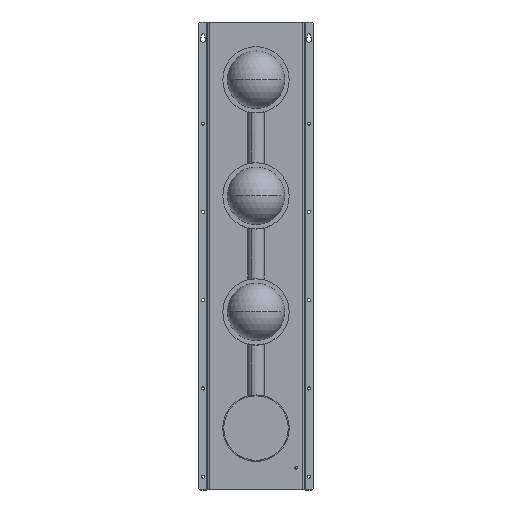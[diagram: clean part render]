
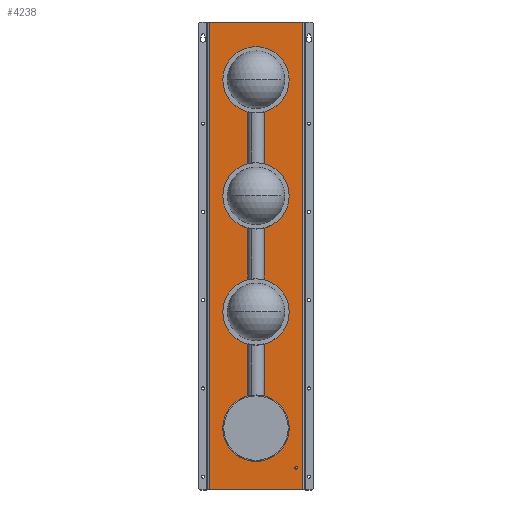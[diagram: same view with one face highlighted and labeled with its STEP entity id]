
A CAD part, top view. The second image highlights one B-rep face of the part: STEP entity #4238.
In plain terms, the highlighted planar face has unit normal (0, 0, 1).
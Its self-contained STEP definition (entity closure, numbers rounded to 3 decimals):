
#12 = EDGE_LOOP ( 'NONE', ( #3936, #2735 ) ) ;
#78 = FACE_BOUND ( 'NONE', #2957, .T. ) ;
#83 = LINE ( 'NONE', #1640, #4619 ) ;
#84 = ORIENTED_EDGE ( 'NONE', *, *, #854, .F. ) ;
#90 = DIRECTION ( 'NONE',  ( 0., 1., 0. ) ) ;
#112 = VERTEX_POINT ( 'NONE', #227 ) ;
#138 = ORIENTED_EDGE ( 'NONE', *, *, #2012, .F. ) ;
#139 = ORIENTED_EDGE ( 'NONE', *, *, #3698, .F. ) ;
#145 = DIRECTION ( 'NONE',  ( -1., 0., 0. ) ) ;
#163 = DIRECTION ( 'NONE',  ( -1., 0., 0. ) ) ;
#195 = DIRECTION ( 'NONE',  ( -1., 0., 0. ) ) ;
#227 = CARTESIAN_POINT ( 'NONE',  ( 0., 61., 38. ) ) ;
#237 = VERTEX_POINT ( 'NONE', #4800 ) ;
#263 = EDGE_CURVE ( 'Defeatured_0_49+Defeatured_0_26+Defeatured_0_26+Defeatured_0_26', #3754, #744, #1460, .T. ) ;
#291 = DIRECTION ( 'NONE',  ( 0., 0., 1. ) ) ;
#465 = FACE_BOUND ( 'NONE', #635, .T. ) ;
#481 = EDGE_CURVE ( 'Defeatured_0_56+Defeatured_0_26+Defeatured_0_26+Defeatured_0_26', #3695, #237, #1579, .T. ) ;
#523 = AXIS2_PLACEMENT_3D ( 'NONE', #3136, #4699, #1191 ) ;
#635 = EDGE_LOOP ( 'NONE', ( #138, #4402 ) ) ;
#638 = EDGE_CURVE ( 'Defeatured_0_26+Defeatured_0_14+Defeatured_0_30+Defeatured_0_29', #1526, #2759, #4604, .T. ) ;
#668 = ORIENTED_EDGE ( 'NONE', *, *, #2360, .T. ) ;
#708 = ORIENTED_EDGE ( 'NONE', *, *, #1198, .T. ) ;
#717 = CARTESIAN_POINT ( 'NONE',  ( 0., 136., 38. ) ) ;
#744 = VERTEX_POINT ( 'NONE', #1093 ) ;
#763 = DIRECTION ( 'NONE',  ( 0., -1., 0. ) ) ;
#854 = EDGE_CURVE ( 'Defeatured_0_56+Defeatured_0_26+Defeatured_0_26+Defeatured_0_26', #237, #3695, #2739, .T. ) ;
#865 = AXIS2_PLACEMENT_3D ( 'NONE', #2143, #3703, #195 ) ;
#953 = DIRECTION ( 'NONE',  ( 0., 0., 1. ) ) ;
#1036 = AXIS2_PLACEMENT_3D ( 'NONE', #717, #2280, #3834 ) ;
#1037 = VERTEX_POINT ( 'NONE', #4412 ) ;
#1065 = VERTEX_POINT ( 'NONE', #1311 ) ;
#1074 = EDGE_CURVE ( 'Defeatured_0_59+Defeatured_0_26+Defeatured_0_26+Defeatured_0_26', #3657, #3807, #1750, .T. ) ;
#1093 = CARTESIAN_POINT ( 'NONE',  ( 0., -465., 38. ) ) ;
#1096 = CARTESIAN_POINT ( 'NONE',  ( -110., 530., 38. ) ) ;
#1183 = AXIS2_PLACEMENT_3D ( 'NONE', #4867, #1364, #2930 ) ;
#1184 = CARTESIAN_POINT ( 'NONE',  ( 91., -480., 38. ) ) ;
#1191 = DIRECTION ( 'NONE',  ( -1., 0., 0. ) ) ;
#1198 = EDGE_CURVE ( 'Defeatured_0_26+Defeatured_0_30+Defeatured_0_4+Defeatured_0_14', #2206, #1526, #2035, .T. ) ;
#1209 = CARTESIAN_POINT ( 'NONE',  ( 0., -315., 38. ) ) ;
#1250 = DIRECTION ( 'NONE',  ( 0., 0., -1. ) ) ;
#1311 = CARTESIAN_POINT ( 'NONE',  ( 88.229, -481.149, 38. ) ) ;
#1364 = DIRECTION ( 'NONE',  ( 0., 0., 1. ) ) ;
#1375 = DIRECTION ( 'NONE',  ( 0., 0., 1. ) ) ;
#1460 = CIRCLE ( 'NONE', #3663, 75. ) ;
#1526 = VERTEX_POINT ( 'NONE', #3590 ) ;
#1534 = EDGE_CURVE ( 'Defeatured_0_26+Defeatured_0_4+Defeatured_0_29+Defeatured_0_30', #1845, #2206, #83, .T. ) ;
#1544 = CARTESIAN_POINT ( 'NONE',  ( 0., 474., 38. ) ) ;
#1569 = CARTESIAN_POINT ( 'NONE',  ( -106., 530., 38. ) ) ;
#1579 = CIRCLE ( 'NONE', #2247, 75. ) ;
#1635 = FACE_OUTER_BOUND ( 'NONE', #1981, .T. ) ;
#1639 = CARTESIAN_POINT ( 'NONE',  ( 0., 324., 38. ) ) ;
#1640 = CARTESIAN_POINT ( 'NONE',  ( -110., -530., 38. ) ) ;
#1690 = EDGE_LOOP ( 'NONE', ( #84, #1852 ) ) ;
#1722 = VERTEX_POINT ( 'NONE', #3171 ) ;
#1750 = CIRCLE ( 'NONE', #2404, 75. ) ;
#1845 = VERTEX_POINT ( 'NONE', #3689 ) ;
#1852 = ORIENTED_EDGE ( 'NONE', *, *, #481, .F. ) ;
#1853 = DIRECTION ( 'NONE',  ( -1., 0., 0. ) ) ;
#1862 = EDGE_CURVE ( 'Defeatured_0_49+Defeatured_0_26+Defeatured_0_26+Defeatured_0_26', #744, #3754, #3398, .T. ) ;
#1981 = EDGE_LOOP ( 'NONE', ( #3929, #708, #4058, #668 ) ) ;
#2001 = CIRCLE ( 'NONE', #4862, 75. ) ;
#2012 = EDGE_CURVE ( 'Defeatured_0_44+Defeatured_0_26+Defeatured_0_26+Defeatured_0_26', #1722, #112, #2001, .T. ) ;
#2024 = FACE_BOUND ( 'NONE', #12, .T. ) ;
#2035 = LINE ( 'NONE', #3596, #4773 ) ;
#2092 = CARTESIAN_POINT ( 'NONE',  ( 0., -390., 38. ) ) ;
#2112 = CARTESIAN_POINT ( 'NONE',  ( 0., 399., 38. ) ) ;
#2143 = CARTESIAN_POINT ( 'NONE',  ( 0., 399., 38. ) ) ;
#2157 = VECTOR ( 'NONE', #2668, 1000. ) ;
#2206 = VERTEX_POINT ( 'NONE', #2408 ) ;
#2247 = AXIS2_PLACEMENT_3D ( 'NONE', #4880, #1375, #2940 ) ;
#2280 = DIRECTION ( 'NONE',  ( 0., 0., 1. ) ) ;
#2312 = AXIS2_PLACEMENT_3D ( 'NONE', #4757, #1250, #2818 ) ;
#2360 = EDGE_CURVE ( 'Defeatured_0_26+Defeatured_0_29+Defeatured_0_14+Defeatured_0_4', #2759, #1845, #2715, .T. ) ;
#2404 = AXIS2_PLACEMENT_3D ( 'NONE', #2112, #3672, #163 ) ;
#2408 = CARTESIAN_POINT ( 'NONE',  ( 106., -530., 38. ) ) ;
#2467 = AXIS2_PLACEMENT_3D ( 'NONE', #4461, #953, #2516 ) ;
#2516 = DIRECTION ( 'NONE',  ( -1., 0., 0. ) ) ;
#2600 = AXIS2_PLACEMENT_3D ( 'NONE', #1184, #2755, #4308 ) ;
#2668 = DIRECTION ( 'NONE',  ( -1., 0., 0. ) ) ;
#2715 = LINE ( 'NONE', #4268, #4704 ) ;
#2735 = ORIENTED_EDGE ( 'NONE', *, *, #1862, .F. ) ;
#2739 = CIRCLE ( 'NONE', #523, 75. ) ;
#2755 = DIRECTION ( 'NONE',  ( 0., 0., 1. ) ) ;
#2759 = VERTEX_POINT ( 'NONE', #1569 ) ;
#2818 = DIRECTION ( 'NONE',  ( -1., 0., 0. ) ) ;
#2930 = DIRECTION ( 'NONE',  ( -1., 0., 0. ) ) ;
#2940 = DIRECTION ( 'NONE',  ( -1., 0., 0. ) ) ;
#2957 = EDGE_LOOP ( 'NONE', ( #4141, #5001 ) ) ;
#3076 = CIRCLE ( 'NONE', #865, 75. ) ;
#3111 = EDGE_CURVE ( 'Defeatured_0_59+Defeatured_0_26+Defeatured_0_26+Defeatured_0_26', #3807, #3657, #3076, .T. ) ;
#3136 = CARTESIAN_POINT ( 'NONE',  ( 0., -127., 38. ) ) ;
#3171 = CARTESIAN_POINT ( 'NONE',  ( 0., 211., 38. ) ) ;
#3197 = PLANE ( 'NONE',  #2312 ) ;
#3205 = DIRECTION ( 'NONE',  ( 1., 0., 0. ) ) ;
#3238 = CIRCLE ( 'NONE', #1036, 75. ) ;
#3253 = EDGE_CURVE ( 'Defeatured_0_44+Defeatured_0_26+Defeatured_0_26+Defeatured_0_26', #112, #1722, #3238, .T. ) ;
#3398 = CIRCLE ( 'NONE', #1183, 75. ) ;
#3488 = EDGE_LOOP ( 'NONE', ( #4560, #139 ) ) ;
#3585 = FACE_BOUND ( 'NONE', #1690, .T. ) ;
#3590 = CARTESIAN_POINT ( 'NONE',  ( 106., 530., 38. ) ) ;
#3596 = CARTESIAN_POINT ( 'NONE',  ( 106., 0., 38. ) ) ;
#3652 = DIRECTION ( 'NONE',  ( 0., 0., 1. ) ) ;
#3657 = VERTEX_POINT ( 'NONE', #1544 ) ;
#3663 = AXIS2_PLACEMENT_3D ( 'NONE', #2092, #3652, #145 ) ;
#3672 = DIRECTION ( 'NONE',  ( 0., 0., 1. ) ) ;
#3689 = CARTESIAN_POINT ( 'NONE',  ( -106., -530., 38. ) ) ;
#3695 = VERTEX_POINT ( 'NONE', #4691 ) ;
#3698 = EDGE_CURVE ( 'Defeatured_0_64+Defeatured_0_26+Defeatured_0_26+Defeatured_0_26', #1065, #1037, #4792, .T. ) ;
#3703 = DIRECTION ( 'NONE',  ( 0., 0., 1. ) ) ;
#3754 = VERTEX_POINT ( 'NONE', #1209 ) ;
#3793 = CARTESIAN_POINT ( 'NONE',  ( 0., 136., 38. ) ) ;
#3807 = VERTEX_POINT ( 'NONE', #1639 ) ;
#3834 = DIRECTION ( 'NONE',  ( -1., 0., 0. ) ) ;
#3913 = EDGE_CURVE ( 'Defeatured_0_64+Defeatured_0_26+Defeatured_0_26+Defeatured_0_26', #1037, #1065, #4676, .T. ) ;
#3929 = ORIENTED_EDGE ( 'NONE', *, *, #1534, .T. ) ;
#3936 = ORIENTED_EDGE ( 'NONE', *, *, #263, .F. ) ;
#3964 = FACE_BOUND ( 'NONE', #3488, .T. ) ;
#4058 = ORIENTED_EDGE ( 'NONE', *, *, #638, .T. ) ;
#4141 = ORIENTED_EDGE ( 'NONE', *, *, #1074, .F. ) ;
#4238 = ADVANCED_FACE ( 'Defeatured_0_26', ( #3964, #465, #2024, #3585, #78, #1635 ), #3197, .F. ) ;
#4268 = CARTESIAN_POINT ( 'NONE',  ( -106., 0., 38. ) ) ;
#4308 = DIRECTION ( 'NONE',  ( -1., 0., 0. ) ) ;
#4402 = ORIENTED_EDGE ( 'NONE', *, *, #3253, .F. ) ;
#4412 = CARTESIAN_POINT ( 'NONE',  ( 93.771, -478.851, 38. ) ) ;
#4461 = CARTESIAN_POINT ( 'NONE',  ( 91., -480., 38. ) ) ;
#4560 = ORIENTED_EDGE ( 'NONE', *, *, #3913, .F. ) ;
#4604 = LINE ( 'NONE', #1096, #2157 ) ;
#4619 = VECTOR ( 'NONE', #3205, 1000. ) ;
#4676 = CIRCLE ( 'NONE', #2467, 3. ) ;
#4691 = CARTESIAN_POINT ( 'NONE',  ( 0., -202., 38. ) ) ;
#4699 = DIRECTION ( 'NONE',  ( 0., 0., 1. ) ) ;
#4704 = VECTOR ( 'NONE', #763, 1000. ) ;
#4757 = CARTESIAN_POINT ( 'NONE',  ( 0., 0., 38. ) ) ;
#4773 = VECTOR ( 'NONE', #90, 1000. ) ;
#4792 = CIRCLE ( 'NONE', #2600, 3. ) ;
#4800 = CARTESIAN_POINT ( 'NONE',  ( 0., -52., 38. ) ) ;
#4862 = AXIS2_PLACEMENT_3D ( 'NONE', #3793, #291, #1853 ) ;
#4867 = CARTESIAN_POINT ( 'NONE',  ( 0., -390., 38. ) ) ;
#4880 = CARTESIAN_POINT ( 'NONE',  ( 0., -127., 38. ) ) ;
#5001 = ORIENTED_EDGE ( 'NONE', *, *, #3111, .F. ) ;
